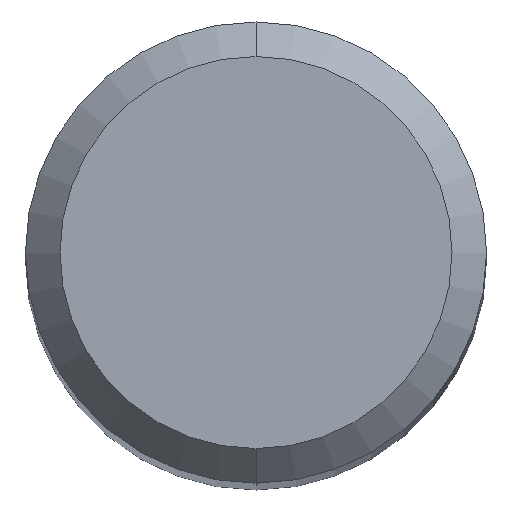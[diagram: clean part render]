
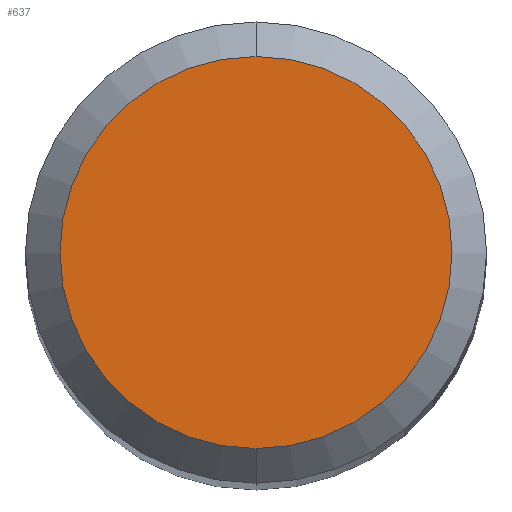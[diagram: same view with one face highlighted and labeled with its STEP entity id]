
A CAD part, top view. The second image highlights one B-rep face of the part: STEP entity #637.
In plain terms, the highlighted planar face has unit normal (0, 0, 1).
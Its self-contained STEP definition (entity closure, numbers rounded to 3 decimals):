
#403=EDGE_CURVE('',#829,#469,#1071,.T.);
#469=VERTEX_POINT('',#1143);
#637=ADVANCED_FACE('',(#1325),#1326,.T.);
#829=VERTEX_POINT('',#1529);
#889=EDGE_CURVE('',#469,#829,#1591,.T.);
#1071=CIRCLE('',#1983,1.7);
#1143=CARTESIAN_POINT('',(0.,-1.7,0.0));
#1325=FACE_OUTER_BOUND('',#2966,.T.);
#1326=PLANE('',#2967);
#1529=CARTESIAN_POINT('',(0.0,1.7,0.0));
#1591=CIRCLE('',#3999,1.7);
#1983=AXIS2_PLACEMENT_3D('',#4522,#4523,#4524);
#2966=EDGE_LOOP('',(#4755,#4756));
#2967=AXIS2_PLACEMENT_3D('',#4757,#4758,#4759);
#3999=AXIS2_PLACEMENT_3D('',#4970,#4971,#4972);
#4522=CARTESIAN_POINT('',(0.0,0.0,0.0));
#4523=DIRECTION('',(0.0,0.0,-1.0));
#4524=DIRECTION('',(0.0,1.0,0.0));
#4755=ORIENTED_EDGE('',*,*,#403,.F.);
#4756=ORIENTED_EDGE('',*,*,#889,.F.);
#4757=CARTESIAN_POINT('',(0.0,0.85,0.0));
#4758=DIRECTION('',(-0.0,0.0,1.0));
#4759=DIRECTION('',(0.0,-1.0,0.0));
#4970=CARTESIAN_POINT('',(0.0,0.0,0.0));
#4971=DIRECTION('',(0.0,0.0,-1.0));
#4972=DIRECTION('',(0.0,1.0,0.0));
